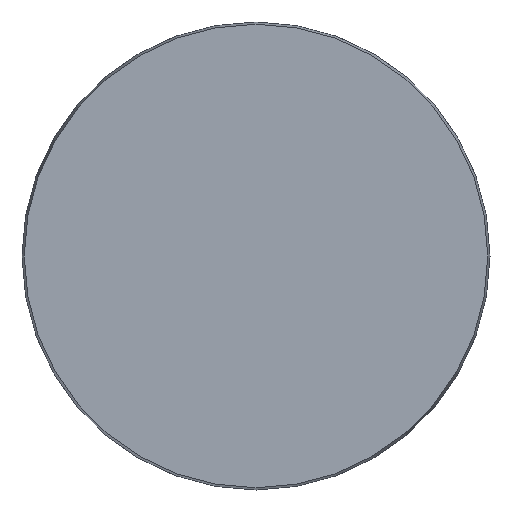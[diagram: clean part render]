
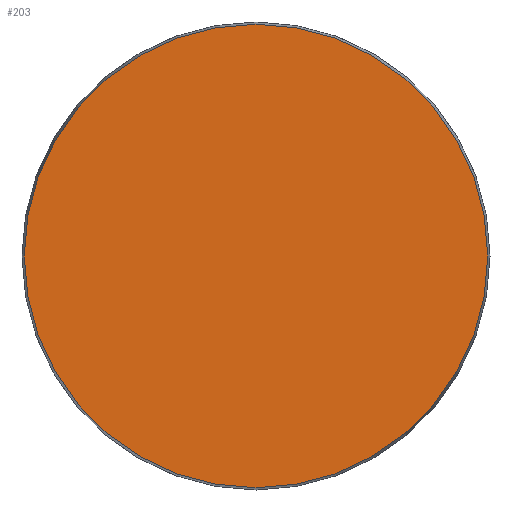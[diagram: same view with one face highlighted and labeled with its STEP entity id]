
A CAD part, front view. The second image highlights one B-rep face of the part: STEP entity #203.
In plain terms, the highlighted planar face has unit normal (0, -1, 0).
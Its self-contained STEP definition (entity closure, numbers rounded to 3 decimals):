
#7 = EDGE_CURVE ( 'NONE', #678, #678, #475, .T. ) ;
#9 = AXIS2_PLACEMENT_3D ( 'NONE', #573, #740, #690 ) ;
#61 = PLANE ( 'NONE',  #297 ) ;
#93 = CARTESIAN_POINT ( 'NONE',  ( 0., 0., -58.425 ) ) ;
#115 = DIRECTION ( 'NONE',  ( 0., 1., 0. ) ) ;
#184 = EDGE_LOOP ( 'NONE', ( #340 ) ) ;
#203 = ADVANCED_FACE ( 'NONE', ( #362 ), #61, .F. ) ;
#289 = DIRECTION ( 'NONE',  ( 0., 0., 1. ) ) ;
#297 = AXIS2_PLACEMENT_3D ( 'NONE', #700, #115, #289 ) ;
#340 = ORIENTED_EDGE ( 'NONE', *, *, #7, .T. ) ;
#362 = FACE_OUTER_BOUND ( 'NONE', #184, .T. ) ;
#475 = CIRCLE ( 'NONE', #9, 58.425 ) ;
#573 = CARTESIAN_POINT ( 'NONE',  ( 0., 0., 0. ) ) ;
#678 = VERTEX_POINT ( 'NONE', #93 ) ;
#690 = DIRECTION ( 'NONE',  ( 0., 0., -1. ) ) ;
#700 = CARTESIAN_POINT ( 'NONE',  ( -58.425, 0., 0. ) ) ;
#740 = DIRECTION ( 'NONE',  ( 0., -1., 0. ) ) ;
